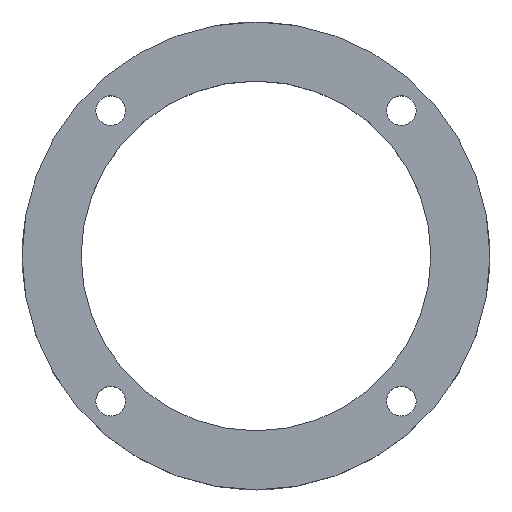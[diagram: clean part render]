
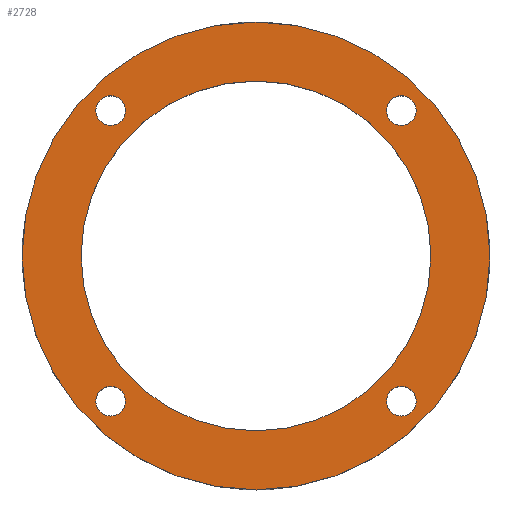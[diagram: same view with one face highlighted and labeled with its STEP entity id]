
A CAD part, top view. The second image highlights one B-rep face of the part: STEP entity #2728.
In plain terms, the highlighted planar face has unit normal (0, 0, 1).
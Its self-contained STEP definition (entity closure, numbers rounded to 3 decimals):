
#26=FACE_BOUND('',#358,.T.);
#27=FACE_BOUND('',#359,.T.);
#28=FACE_BOUND('',#360,.T.);
#29=FACE_BOUND('',#361,.T.);
#30=FACE_BOUND('',#362,.T.);
#44=PLANE('',#2894);
#49=CIRCLE('',#2865,26.75);
#52=CIRCLE('',#2869,1.7);
#54=CIRCLE('',#2872,1.7);
#56=CIRCLE('',#2875,1.7);
#58=CIRCLE('',#2878,1.7);
#59=CIRCLE('',#2886,20.);
#60=CIRCLE('',#2887,20.);
#204=FACE_OUTER_BOUND('',#357,.T.);
#357=EDGE_LOOP('',(#2452));
#358=EDGE_LOOP('',(#2453));
#359=EDGE_LOOP('',(#2454));
#360=EDGE_LOOP('',(#2455));
#361=EDGE_LOOP('',(#2456));
#362=EDGE_LOOP('',(#2457,#2458));
#1154=VERTEX_POINT('',#8386);
#1163=VERTEX_POINT('',#8646);
#1165=VERTEX_POINT('',#8652);
#1167=VERTEX_POINT('',#8658);
#1169=VERTEX_POINT('',#8664);
#1177=VERTEX_POINT('',#11311);
#1178=VERTEX_POINT('',#11312);
#1546=EDGE_CURVE('',#1154,#1154,#49,.T.);
#1564=EDGE_CURVE('',#1163,#1163,#52,.T.);
#1567=EDGE_CURVE('',#1165,#1165,#54,.T.);
#1570=EDGE_CURVE('',#1167,#1167,#56,.T.);
#1573=EDGE_CURVE('',#1169,#1169,#58,.T.);
#1601=EDGE_CURVE('',#1177,#1178,#59,.T.);
#1602=EDGE_CURVE('',#1178,#1177,#60,.T.);
#2452=ORIENTED_EDGE('',*,*,#1546,.T.);
#2453=ORIENTED_EDGE('',*,*,#1564,.T.);
#2454=ORIENTED_EDGE('',*,*,#1567,.T.);
#2455=ORIENTED_EDGE('',*,*,#1570,.T.);
#2456=ORIENTED_EDGE('',*,*,#1573,.T.);
#2457=ORIENTED_EDGE('',*,*,#1601,.T.);
#2458=ORIENTED_EDGE('',*,*,#1602,.T.);
#2728=ADVANCED_FACE('',(#204,#26,#27,#28,#29,#30),#44,.T.);
#2865=AXIS2_PLACEMENT_3D('',#8387,#3256,#3257);
#2869=AXIS2_PLACEMENT_3D('',#8648,#3267,#3268);
#2872=AXIS2_PLACEMENT_3D('',#8654,#3274,#3275);
#2875=AXIS2_PLACEMENT_3D('',#8660,#3281,#3282);
#2878=AXIS2_PLACEMENT_3D('',#8666,#3288,#3289);
#2886=AXIS2_PLACEMENT_3D('',#11313,#3307,#3308);
#2887=AXIS2_PLACEMENT_3D('',#11314,#3309,#3310);
#2894=AXIS2_PLACEMENT_3D('',#11325,#3325,#3326);
#3256=DIRECTION('center_axis',(0.,0.,1.));
#3257=DIRECTION('ref_axis',(1.,0.,0.));
#3267=DIRECTION('center_axis',(0.,0.,-1.));
#3268=DIRECTION('ref_axis',(-1.,0.,0.));
#3274=DIRECTION('center_axis',(0.,0.,-1.));
#3275=DIRECTION('ref_axis',(-1.,0.,0.));
#3281=DIRECTION('center_axis',(0.,0.,-1.));
#3282=DIRECTION('ref_axis',(-1.,0.,0.));
#3288=DIRECTION('center_axis',(0.,0.,-1.));
#3289=DIRECTION('ref_axis',(-1.,0.,0.));
#3307=DIRECTION('center_axis',(0.,0.,-1.));
#3308=DIRECTION('ref_axis',(1.,0.,0.));
#3309=DIRECTION('center_axis',(0.,0.,-1.));
#3310=DIRECTION('ref_axis',(1.,0.,0.));
#3325=DIRECTION('center_axis',(0.,0.,1.));
#3326=DIRECTION('ref_axis',(1.,0.,0.));
#8386=CARTESIAN_POINT('',(-11.75,0.,30.));
#8387=CARTESIAN_POINT('Origin',(15.,0.,30.));
#8646=CARTESIAN_POINT('',(33.317,-16.617,30.));
#8648=CARTESIAN_POINT('Origin',(31.617,-16.617,30.));
#8652=CARTESIAN_POINT('',(0.083,-16.617,30.));
#8654=CARTESIAN_POINT('Origin',(-1.617,-16.617,30.));
#8658=CARTESIAN_POINT('',(33.317,16.617,30.));
#8660=CARTESIAN_POINT('Origin',(31.617,16.617,30.));
#8664=CARTESIAN_POINT('',(0.083,16.617,30.));
#8666=CARTESIAN_POINT('Origin',(-1.617,16.617,30.));
#11311=CARTESIAN_POINT('',(35.,0.,30.));
#11312=CARTESIAN_POINT('',(-5.,0.,30.));
#11313=CARTESIAN_POINT('Origin',(15.,0.,30.));
#11314=CARTESIAN_POINT('Origin',(15.,0.,30.));
#11325=CARTESIAN_POINT('Origin',(43.873,4.564,30.));
